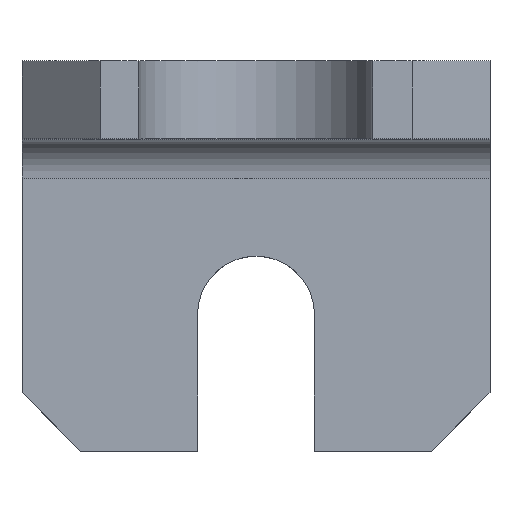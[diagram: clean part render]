
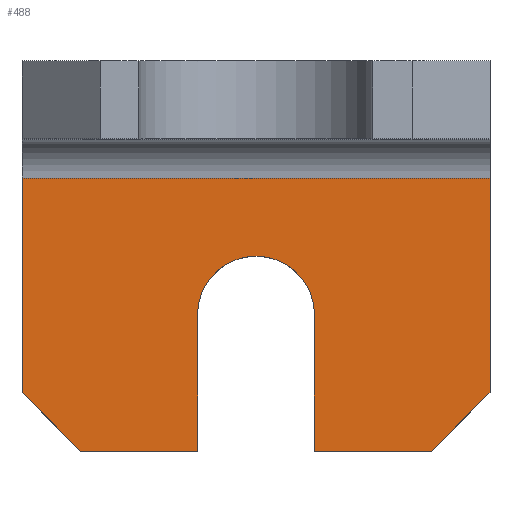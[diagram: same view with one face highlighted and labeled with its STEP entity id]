
A CAD part, top view. The second image highlights one B-rep face of the part: STEP entity #488.
In plain terms, the highlighted planar face has unit normal (0, 0, 1).
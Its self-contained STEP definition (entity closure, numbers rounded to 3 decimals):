
#36=PLANE('',#541);
#61=FACE_OUTER_BOUND('',#92,.T.);
#92=EDGE_LOOP('',(#417,#418,#419,#420,#421,#422,#423,#424,#425,#426));
#118=LINE('',#749,#167);
#121=LINE('',#757,#170);
#125=LINE('',#769,#174);
#128=LINE('',#775,#177);
#131=LINE('',#781,#180);
#134=LINE('',#785,#183);
#135=LINE('',#788,#184);
#139=LINE('',#796,#188);
#142=LINE('',#800,#191);
#167=VECTOR('',#621,10.);
#170=VECTOR('',#626,10.);
#174=VECTOR('',#638,10.);
#177=VECTOR('',#643,10.);
#180=VECTOR('',#648,10.);
#183=VECTOR('',#653,10.);
#184=VECTOR('',#656,10.);
#188=VECTOR('',#662,10.);
#191=VECTOR('',#667,10.);
#205=CIRCLE('',#533,15.);
#230=VERTEX_POINT('',#745);
#231=VERTEX_POINT('',#747);
#234=VERTEX_POINT('',#754);
#235=VERTEX_POINT('',#756);
#237=VERTEX_POINT('',#762);
#239=VERTEX_POINT('',#768);
#241=VERTEX_POINT('',#774);
#243=VERTEX_POINT('',#780);
#244=VERTEX_POINT('',#787);
#247=VERTEX_POINT('',#795);
#284=EDGE_CURVE('',#231,#230,#118,.T.);
#287=EDGE_CURVE('',#235,#234,#121,.T.);
#290=EDGE_CURVE('',#237,#235,#205,.T.);
#293=EDGE_CURVE('',#239,#237,#125,.T.);
#296=EDGE_CURVE('',#241,#239,#128,.T.);
#299=EDGE_CURVE('',#243,#241,#131,.T.);
#302=EDGE_CURVE('',#231,#243,#134,.T.);
#303=EDGE_CURVE('',#244,#230,#135,.T.);
#307=EDGE_CURVE('',#247,#244,#139,.T.);
#310=EDGE_CURVE('',#234,#247,#142,.T.);
#417=ORIENTED_EDGE('',*,*,#284,.F.);
#418=ORIENTED_EDGE('',*,*,#302,.T.);
#419=ORIENTED_EDGE('',*,*,#299,.T.);
#420=ORIENTED_EDGE('',*,*,#296,.T.);
#421=ORIENTED_EDGE('',*,*,#293,.T.);
#422=ORIENTED_EDGE('',*,*,#290,.T.);
#423=ORIENTED_EDGE('',*,*,#287,.T.);
#424=ORIENTED_EDGE('',*,*,#310,.T.);
#425=ORIENTED_EDGE('',*,*,#307,.T.);
#426=ORIENTED_EDGE('',*,*,#303,.T.);
#488=ADVANCED_FACE('',(#61),#36,.T.);
#533=AXIS2_PLACEMENT_3D('',#763,#632,#633);
#541=AXIS2_PLACEMENT_3D('',#801,#668,#669);
#621=DIRECTION('',(1.,0.,0.));
#626=DIRECTION('',(0.,-1.,0.));
#632=DIRECTION('center_axis',(0.,0.,-1.));
#633=DIRECTION('ref_axis',(1.,0.,0.));
#638=DIRECTION('',(0.,1.,0.));
#643=DIRECTION('',(1.,0.,0.));
#648=DIRECTION('',(0.707,-0.707,0.));
#653=DIRECTION('',(0.,-1.,0.));
#656=DIRECTION('',(0.,1.,0.));
#662=DIRECTION('',(0.707,0.707,0.));
#667=DIRECTION('',(1.,0.,0.));
#668=DIRECTION('center_axis',(0.,0.,1.));
#669=DIRECTION('ref_axis',(1.,0.,0.));
#745=CARTESIAN_POINT('',(120.,70.,20.));
#747=CARTESIAN_POINT('',(0.,70.,20.));
#749=CARTESIAN_POINT('',(30.,70.,20.));
#754=CARTESIAN_POINT('',(75.,0.,20.));
#756=CARTESIAN_POINT('',(75.,35.,20.));
#757=CARTESIAN_POINT('',(75.,0.,20.));
#762=CARTESIAN_POINT('',(45.,35.,20.));
#763=CARTESIAN_POINT('Origin',(60.,35.,20.));
#768=CARTESIAN_POINT('',(45.,0.,20.));
#769=CARTESIAN_POINT('',(45.,35.,20.));
#774=CARTESIAN_POINT('',(15.,0.,20.));
#775=CARTESIAN_POINT('',(15.,0.,20.));
#780=CARTESIAN_POINT('',(0.,15.,20.));
#781=CARTESIAN_POINT('',(15.,0.,20.));
#785=CARTESIAN_POINT('',(0.,100.,20.));
#787=CARTESIAN_POINT('',(120.,15.,20.));
#788=CARTESIAN_POINT('',(120.,15.,20.));
#795=CARTESIAN_POINT('',(105.,0.,20.));
#796=CARTESIAN_POINT('',(105.,0.,20.));
#800=CARTESIAN_POINT('',(15.,0.,20.));
#801=CARTESIAN_POINT('Origin',(60.,40.,20.));
